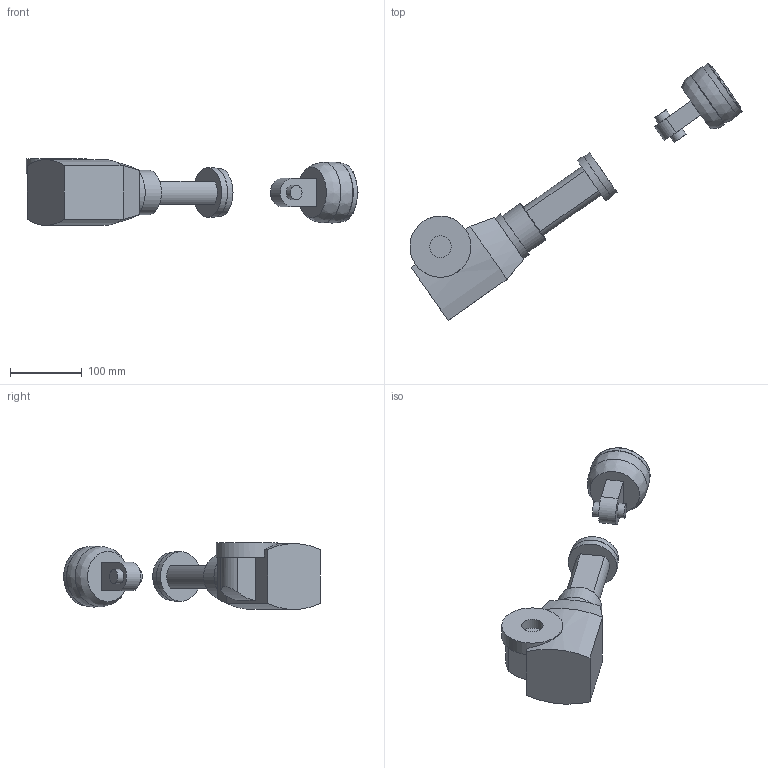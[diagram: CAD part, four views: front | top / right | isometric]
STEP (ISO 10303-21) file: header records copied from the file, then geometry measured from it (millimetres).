
FILE_DESCRIPTION(/* description */ (''),/* implementation_level */ '2;1');
FILE_NAME(/* name */ '4.step',/* time_stamp */ '2025-09-20T15:20:45+05:30',/* author */ (''),/* organization */ (''),/* preprocessor_version */ 'ST-DEVELOPER v20.1',/* originating_system */ 'Autodesk Translation Framework v14.17.0.0',/* authorisation */ '');
FILE_SCHEMA (('AUTOMOTIVE_DESIGN { 1 0 10303 214 3 1 1 }'));
Length unit declared in the file: millimetre
Products named in the file (3): jack4; Component1; Component2
Assembly tree (2 placements, depth 2):
  jack4
    Component1
    Component2
Bounding box: 462.28 x 357.77 x 92.52 mm (x, y, z)
Volume: 1785726.1 mm3; surface area: 141373.4 mm2
Topology: 2 solids, 2 shells, 169 faces, 275 edges, 182 vertices
Faces by surface type: plane 89, cylinder 76, cone 2, bspline 2
Full cylindrical faces by diameter (mm): 3 x16, 4 x12, 4.5 x16, 5 x12, 20 x3, 30 x2, 62 x1, 67 x1, 69 x2, 70 x1, 79 x1, 82.5 x1, 85 x1
Entity records: 4132 total; most frequent: DIRECTION 773, CARTESIAN_POINT 738, ORIENTED_EDGE 550, AXIS2_PLACEMENT_3D 332, EDGE_CURVE 275, EDGE_LOOP 241, VERTEX_POINT 182, FACE_OUTER_BOUND 169
